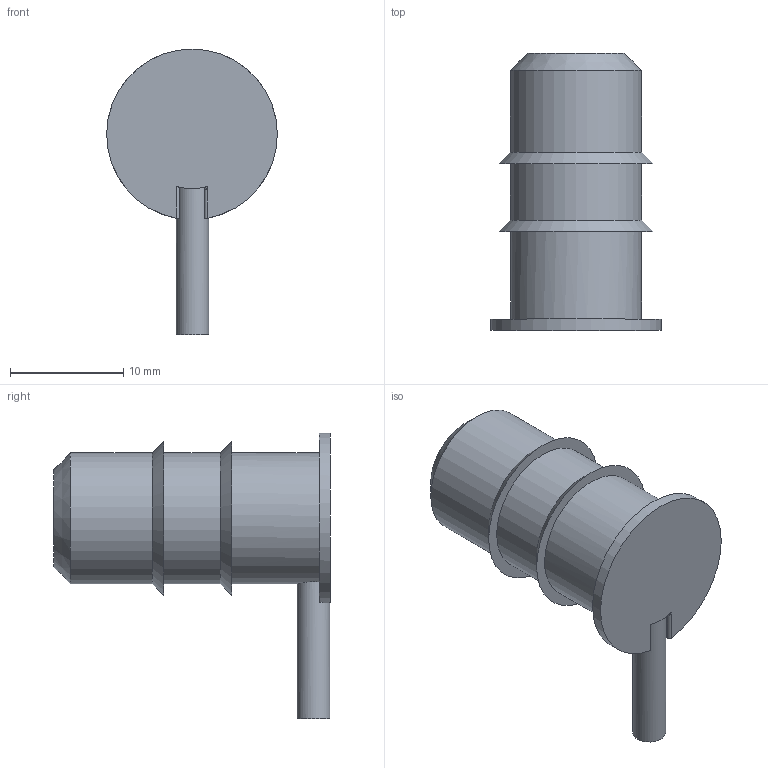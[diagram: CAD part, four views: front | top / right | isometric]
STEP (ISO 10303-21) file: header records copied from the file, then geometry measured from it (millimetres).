
FILE_DESCRIPTION(/* description */ (''),/* implementation_level */ '2;1');
FILE_NAME(/* name */ 'PB11.stp',/* time_stamp */ '2019-01-18T12:33:00+01:00',/* author */ ('tvb'),/* organization */ (''),/* preprocessor_version */ 'ST-DEVELOPER v16.1',/* originating_system */ 'Autodesk Inventor 2016',/* authorisation */ '');
FILE_SCHEMA (('AUTOMOTIVE_DESIGN { 1 0 10303 214 3 1 1 }'));
Length unit declared in the file: centimetre
Products named in the file (1): PB11
Bounding box: 15.1 x 24.5 x 25.3 mm (x, y, z)
Volume: 2719.3 mm3; surface area: 1623.6 mm2
Topology: 1 solids, 1 shells, 27 faces, 68 edges, 45 vertices
Faces by surface type: cylinder 13, plane 8, cone 4, sphere 1, bspline 1
Full cylindrical faces by diameter (mm): 2.9 x1, 5 x1, 11.6 x3
Entity records: 1090 total; most frequent: CARTESIAN_POINT 490, DIRECTION 106, ORIENTED_EDGE 102, EDGE_CURVE 51, AXIS2_PLACEMENT_3D 43, EDGE_LOOP 39, VERTEX_POINT 38, FACE_OUTER_BOUND 27
